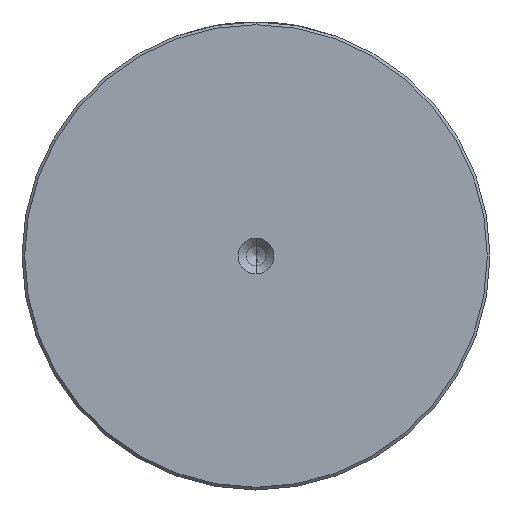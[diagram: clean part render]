
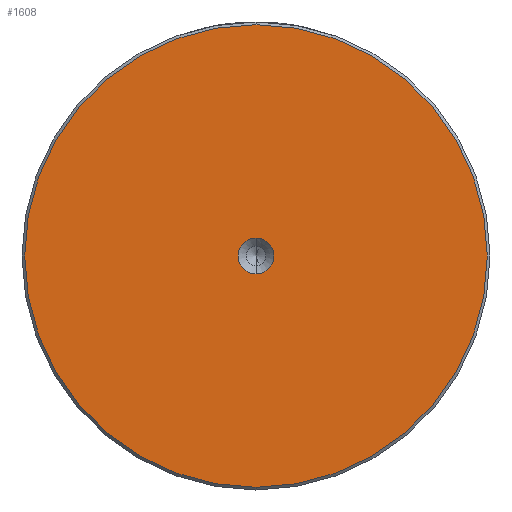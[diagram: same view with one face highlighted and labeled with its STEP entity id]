
A CAD part, left-side view. The second image highlights one B-rep face of the part: STEP entity #1608.
In plain terms, the highlighted planar face has unit normal (-1, 0, 0).
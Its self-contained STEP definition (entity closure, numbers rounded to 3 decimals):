
#161 = CARTESIAN_POINT ( 'NONE',  ( 0., 0., 0. ) ) ;
#170 = VERTEX_POINT ( 'NONE', #2329 ) ;
#237 = EDGE_CURVE ( 'NONE', #1577, #1053, #948, .T. ) ;
#263 = AXIS2_PLACEMENT_3D ( 'NONE', #2160, #803, #2411 ) ;
#336 = DIRECTION ( 'NONE',  ( -1., 0., 0. ) ) ;
#384 = DIRECTION ( 'NONE',  ( 0., 0., 1. ) ) ;
#394 = AXIS2_PLACEMENT_3D ( 'NONE', #1204, #1138, #1123 ) ;
#426 = AXIS2_PLACEMENT_3D ( 'NONE', #554, #1001, #2597 ) ;
#532 = ORIENTED_EDGE ( 'NONE', *, *, #1638, .T. ) ;
#554 = CARTESIAN_POINT ( 'NONE',  ( 0., 0., 0. ) ) ;
#567 = CARTESIAN_POINT ( 'NONE',  ( 0., 0., 0. ) ) ;
#684 = EDGE_CURVE ( 'NONE', #1053, #1577, #1695, .T. ) ;
#725 = CIRCLE ( 'NONE', #1739, 42.5 ) ;
#803 = DIRECTION ( 'NONE',  ( -1., 0., 0. ) ) ;
#944 = AXIS2_PLACEMENT_3D ( 'NONE', #567, #336, #2475 ) ;
#948 = CIRCLE ( 'NONE', #394, 3.3 ) ;
#1001 = DIRECTION ( 'NONE',  ( -1., 0., 0. ) ) ;
#1053 = VERTEX_POINT ( 'NONE', #2640 ) ;
#1102 = ORIENTED_EDGE ( 'NONE', *, *, #1358, .T. ) ;
#1123 = DIRECTION ( 'NONE',  ( 0., 0., 1. ) ) ;
#1138 = DIRECTION ( 'NONE',  ( -1., 0., 0. ) ) ;
#1204 = CARTESIAN_POINT ( 'NONE',  ( 0., 0., 0. ) ) ;
#1358 = EDGE_CURVE ( 'NONE', #2251, #170, #725, .T. ) ;
#1440 = PLANE ( 'NONE',  #426 ) ;
#1577 = VERTEX_POINT ( 'NONE', #2569 ) ;
#1593 = ORIENTED_EDGE ( 'NONE', *, *, #237, .F. ) ;
#1597 = FACE_BOUND ( 'NONE', #2094, .T. ) ;
#1608 = ADVANCED_FACE ( 'NONE', ( #2287, #1597 ), #1440, .T. ) ;
#1638 = EDGE_CURVE ( 'NONE', #170, #2251, #2742, .T. ) ;
#1692 = ORIENTED_EDGE ( 'NONE', *, *, #684, .F. ) ;
#1695 = CIRCLE ( 'NONE', #944, 3.3 ) ;
#1733 = DIRECTION ( 'NONE',  ( -1., 0., 0. ) ) ;
#1739 = AXIS2_PLACEMENT_3D ( 'NONE', #161, #1733, #384 ) ;
#1951 = CARTESIAN_POINT ( 'NONE',  ( 0., 0., 42.5 ) ) ;
#2094 = EDGE_LOOP ( 'NONE', ( #1593, #1692 ) ) ;
#2160 = CARTESIAN_POINT ( 'NONE',  ( 0., 0., 0. ) ) ;
#2251 = VERTEX_POINT ( 'NONE', #1951 ) ;
#2287 = FACE_OUTER_BOUND ( 'NONE', #2683, .T. ) ;
#2329 = CARTESIAN_POINT ( 'NONE',  ( 0., 0., -42.5 ) ) ;
#2411 = DIRECTION ( 'NONE',  ( 0., 0., 1. ) ) ;
#2475 = DIRECTION ( 'NONE',  ( 0., 0., 1. ) ) ;
#2569 = CARTESIAN_POINT ( 'NONE',  ( 0., 0., 3.3 ) ) ;
#2597 = DIRECTION ( 'NONE',  ( 0., 0., 1. ) ) ;
#2640 = CARTESIAN_POINT ( 'NONE',  ( 0., 0., -3.3 ) ) ;
#2683 = EDGE_LOOP ( 'NONE', ( #532, #1102 ) ) ;
#2742 = CIRCLE ( 'NONE', #263, 42.5 ) ;
